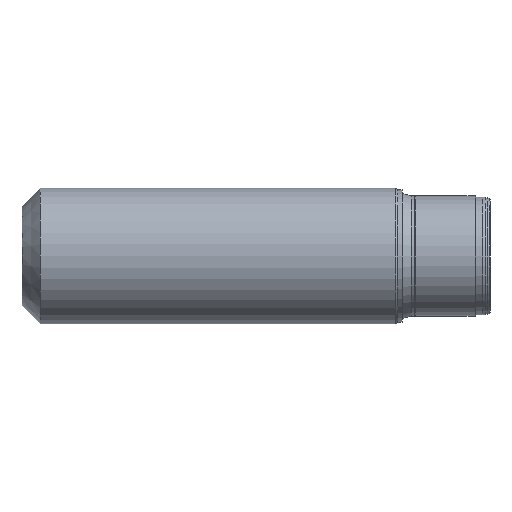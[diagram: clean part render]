
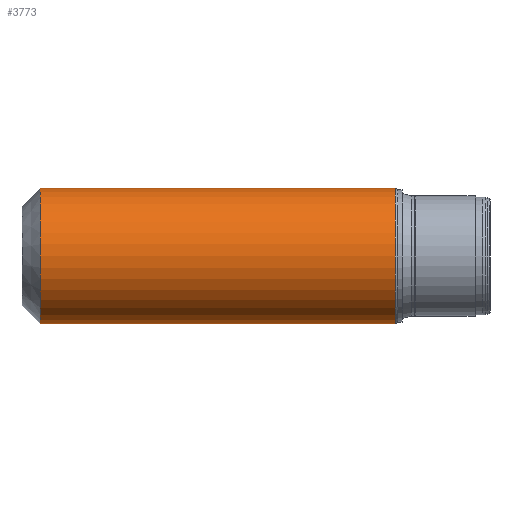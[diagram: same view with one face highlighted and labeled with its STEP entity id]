
A CAD part, front view. The second image highlights one B-rep face of the part: STEP entity #3773.
In plain terms, the highlighted cylindrical face has radius 76.136 mm (diameter 152.273 mm), a partial arc.
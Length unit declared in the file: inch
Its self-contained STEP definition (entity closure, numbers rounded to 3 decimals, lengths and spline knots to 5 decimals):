
#65 = ORIENTED_EDGE ( 'NONE', *, *, #3974, .T. ) ;
#75 = DIRECTION ( 'NONE',  ( 0., 0., 1. ) ) ;
#147 = DIRECTION ( 'NONE',  ( 1., 0., 0. ) ) ;
#462 = CARTESIAN_POINT ( 'NONE',  ( 0.8125, 0., 0. ) ) ;
#733 = FACE_OUTER_BOUND ( 'NONE', #3923, .T. ) ;
#888 = CARTESIAN_POINT ( 'NONE',  ( 16.50309, 0., 2.9975 ) ) ;
#968 = DIRECTION ( 'NONE',  ( -1., 0., 0. ) ) ;
#989 = VECTOR ( 'NONE', #968, 39.37008 ) ;
#1218 = CARTESIAN_POINT ( 'NONE',  ( 0.8125, 0., 2.9975 ) ) ;
#1301 = ORIENTED_EDGE ( 'NONE', *, *, #2648, .F. ) ;
#1397 = ORIENTED_EDGE ( 'NONE', *, *, #2723, .F. ) ;
#1399 = VERTEX_POINT ( 'NONE', #888 ) ;
#1426 = DIRECTION ( 'NONE',  ( 0., 0., 1. ) ) ;
#1454 = CARTESIAN_POINT ( 'NONE',  ( 0., 0., 0. ) ) ;
#1644 = CARTESIAN_POINT ( 'NONE',  ( 16.50309, 0., 0. ) ) ;
#1779 = CYLINDRICAL_SURFACE ( 'NONE', #3464, 2.9975 ) ;
#1998 = DIRECTION ( 'NONE',  ( -1., 0., 0. ) ) ;
#2098 = CIRCLE ( 'NONE', #2975, 2.9975 ) ;
#2301 = CARTESIAN_POINT ( 'NONE',  ( 0.8125, 0., -2.9975 ) ) ;
#2448 = VERTEX_POINT ( 'NONE', #2301 ) ;
#2551 = EDGE_CURVE ( 'NONE', #2448, #4182, #2098, .T. ) ;
#2648 = EDGE_CURVE ( 'NONE', #1399, #4549, #3624, .T. ) ;
#2723 = EDGE_CURVE ( 'NONE', #4549, #2448, #4866, .T. ) ;
#2782 = CARTESIAN_POINT ( 'NONE',  ( 0., 0., 2.9975 ) ) ;
#2975 = AXIS2_PLACEMENT_3D ( 'NONE', #462, #1998, #75 ) ;
#3216 = VECTOR ( 'NONE', #4176, 39.37008 ) ;
#3368 = ORIENTED_EDGE ( 'NONE', *, *, #2551, .F. ) ;
#3376 = CARTESIAN_POINT ( 'NONE',  ( 0., 0., -2.9975 ) ) ;
#3464 = AXIS2_PLACEMENT_3D ( 'NONE', #1454, #4507, #1426 ) ;
#3624 = CIRCLE ( 'NONE', #4678, 2.9975 ) ;
#3773 = ADVANCED_FACE ( 'NONE', ( #733 ), #1779, .T. ) ;
#3923 = EDGE_LOOP ( 'NONE', ( #1397, #1301, #65, #3368 ) ) ;
#3974 = EDGE_CURVE ( 'NONE', #1399, #4182, #4754, .T. ) ;
#4175 = CARTESIAN_POINT ( 'NONE',  ( 16.50309, 0., -2.9975 ) ) ;
#4176 = DIRECTION ( 'NONE',  ( -1., 0., 0. ) ) ;
#4182 = VERTEX_POINT ( 'NONE', #1218 ) ;
#4507 = DIRECTION ( 'NONE',  ( -1., 0., 0. ) ) ;
#4549 = VERTEX_POINT ( 'NONE', #4175 ) ;
#4678 = AXIS2_PLACEMENT_3D ( 'NONE', #1644, #147, #4771 ) ;
#4754 = LINE ( 'NONE', #2782, #989 ) ;
#4771 = DIRECTION ( 'NONE',  ( 0., 0., 1. ) ) ;
#4866 = LINE ( 'NONE', #3376, #3216 ) ;
